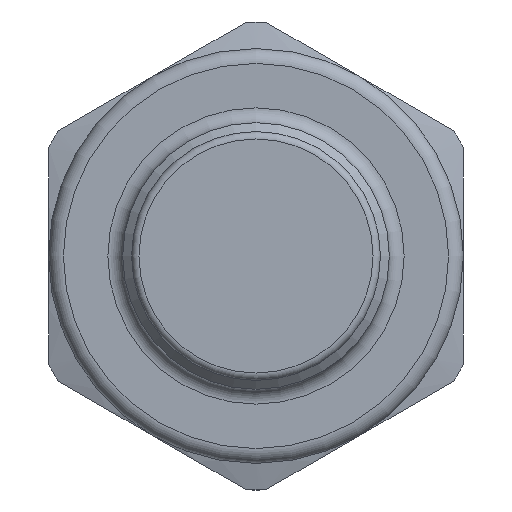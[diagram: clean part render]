
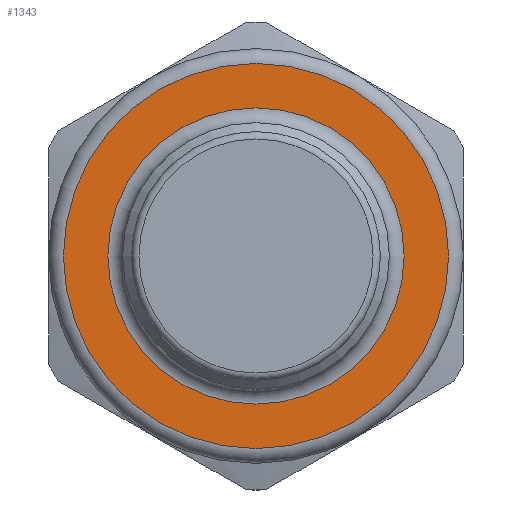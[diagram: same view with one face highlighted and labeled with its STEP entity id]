
A CAD part, left-side view. The second image highlights one B-rep face of the part: STEP entity #1343.
In plain terms, the highlighted planar face has unit normal (-1, 0, 0).
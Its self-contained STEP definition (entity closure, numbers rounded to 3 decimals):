
#1312=CARTESIAN_POINT('',(17.5,5.0,0.));
#1313=VERTEX_POINT('',#1312);
#1314=CARTESIAN_POINT('',(17.5,0.0,0.0));
#1315=DIRECTION('',(-1.0,0.0,0.0));
#1316=DIRECTION('',(0.0,-1.0,0.0));
#1317=AXIS2_PLACEMENT_3D('',#1314,#1315,#1316);
#1318=CIRCLE('',#1317,5.0);
#1319=EDGE_CURVE('',#1313,#1313,#1318,.T.);
#1324=CARTESIAN_POINT('',(17.5,5.75,0.0));
#1325=DIRECTION('',(-1.0,0.0,0.0));
#1326=DIRECTION('',(0.0,0.0,1.0));
#1327=AXIS2_PLACEMENT_3D('',#1324,#1325,#1326);
#1328=PLANE('',#1327);
#1329=CARTESIAN_POINT('',(17.5,6.5,0.0));
#1330=VERTEX_POINT('',#1329);
#1331=CARTESIAN_POINT('',(17.5,0.0,0.0));
#1332=DIRECTION('',(1.0,0.0,0.0));
#1333=DIRECTION('',(0.0,-1.0,0.0));
#1334=AXIS2_PLACEMENT_3D('',#1331,#1332,#1333);
#1335=CIRCLE('',#1334,6.5);
#1336=EDGE_CURVE('',#1330,#1330,#1335,.T.);
#1337=ORIENTED_EDGE('',*,*,#1336,.F.);
#1338=EDGE_LOOP('',(#1337));
#1339=FACE_OUTER_BOUND('',#1338,.T.);
#1340=ORIENTED_EDGE('',*,*,#1319,.F.);
#1341=EDGE_LOOP('',(#1340));
#1342=FACE_BOUND('',#1341,.T.);
#1343=ADVANCED_FACE('',(#1339,#1342),#1328,.T.);
